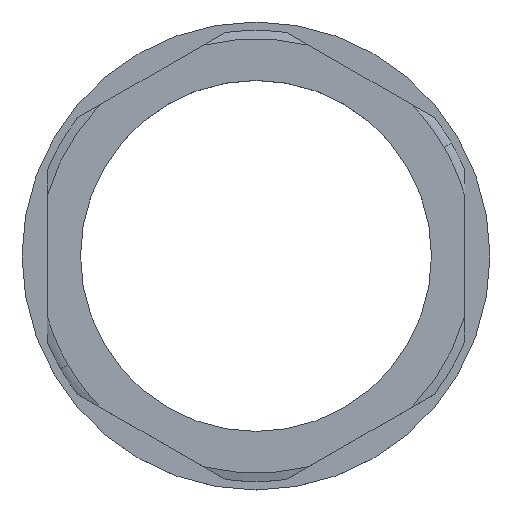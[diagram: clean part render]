
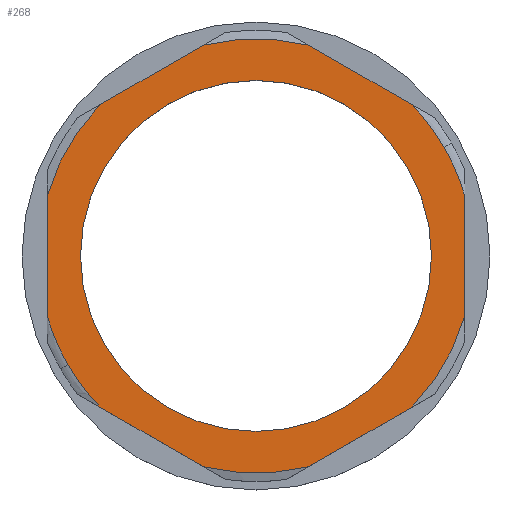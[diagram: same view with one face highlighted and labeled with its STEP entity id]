
A CAD part, top view. The second image highlights one B-rep face of the part: STEP entity #268.
In plain terms, the highlighted planar face has unit normal (0, 0, 1).
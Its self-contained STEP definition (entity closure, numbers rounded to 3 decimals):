
#54=AXIS2_PLACEMENT_3D('Circle Axis2P3D',#52,#53,$) ;
#136=AXIS2_PLACEMENT_3D('Circle Axis2P3D',#134,#135,$) ;
#150=AXIS2_PLACEMENT_3D('Plane Axis2P3D',#147,#148,#149) ;
#154=AXIS2_PLACEMENT_3D('Circle Axis2P3D',#152,#153,$) ;
#175=AXIS2_PLACEMENT_3D('Circle Axis2P3D',#173,#174,$) ;
#189=AXIS2_PLACEMENT_3D('Circle Axis2P3D',#187,#188,$) ;
#203=AXIS2_PLACEMENT_3D('Circle Axis2P3D',#201,#202,$) ;
#210=AXIS2_PLACEMENT_3D('Circle Axis2P3D',#208,#209,$) ;
#224=AXIS2_PLACEMENT_3D('Circle Axis2P3D',#222,#223,$) ;
#252=AXIS2_PLACEMENT_3D('Circle Axis2P3D',#250,#251,$) ;
#261=AXIS2_PLACEMENT_3D('Circle Axis2P3D',#259,#260,$) ;
#49=CARTESIAN_POINT('Vertex',(75.775,61.5,8.)) ;
#52=CARTESIAN_POINT('Axis2P3D Location',(42.,42.,8.)) ;
#56=CARTESIAN_POINT('Vertex',(79.5,52.712,8.)) ;
#131=CARTESIAN_POINT('Vertex',(70.027,69.12,8.)) ;
#134=CARTESIAN_POINT('Axis2P3D Location',(42.,42.,8.)) ;
#147=CARTESIAN_POINT('Axis2P3D Location',(42.,42.,8.)) ;
#152=CARTESIAN_POINT('Axis2P3D Location',(42.,42.,8.)) ;
#156=CARTESIAN_POINT('Vertex',(70.027,14.88,8.)) ;
#158=CARTESIAN_POINT('Vertex',(79.5,31.288,8.)) ;
#161=CARTESIAN_POINT('Line Origine',(79.5,42.,8.)) ;
#166=CARTESIAN_POINT('Line Origine',(60.75,74.476,8.)) ;
#170=CARTESIAN_POINT('Vertex',(51.473,79.832,8.)) ;
#173=CARTESIAN_POINT('Axis2P3D Location',(42.,42.,8.)) ;
#177=CARTESIAN_POINT('Vertex',(32.527,79.832,8.)) ;
#180=CARTESIAN_POINT('Line Origine',(23.25,74.476,8.)) ;
#184=CARTESIAN_POINT('Vertex',(13.973,69.12,8.)) ;
#187=CARTESIAN_POINT('Axis2P3D Location',(42.,42.,8.)) ;
#191=CARTESIAN_POINT('Vertex',(4.5,52.712,8.)) ;
#194=CARTESIAN_POINT('Line Origine',(4.5,42.,8.)) ;
#198=CARTESIAN_POINT('Vertex',(4.5,31.288,8.)) ;
#201=CARTESIAN_POINT('Axis2P3D Location',(42.,42.,8.)) ;
#205=CARTESIAN_POINT('Vertex',(8.225,22.5,8.)) ;
#208=CARTESIAN_POINT('Axis2P3D Location',(42.,42.,8.)) ;
#212=CARTESIAN_POINT('Vertex',(13.973,14.88,8.)) ;
#215=CARTESIAN_POINT('Line Origine',(23.25,9.524,8.)) ;
#219=CARTESIAN_POINT('Vertex',(32.527,4.168,8.)) ;
#222=CARTESIAN_POINT('Axis2P3D Location',(42.,42.,8.)) ;
#226=CARTESIAN_POINT('Vertex',(51.473,4.168,8.)) ;
#229=CARTESIAN_POINT('Line Origine',(60.75,9.524,8.)) ;
#250=CARTESIAN_POINT('Axis2P3D Location',(42.,42.,8.)) ;
#254=CARTESIAN_POINT('Vertex',(14.72,26.25,8.)) ;
#256=CARTESIAN_POINT('Vertex',(69.28,57.75,8.)) ;
#259=CARTESIAN_POINT('Axis2P3D Location',(42.,42.,8.)) ;
#53=DIRECTION('Axis2P3D Direction',(0.,0.,1.)) ;
#135=DIRECTION('Axis2P3D Direction',(0.,-0.,1.)) ;
#148=DIRECTION('Axis2P3D Direction',(0.,-0.,1.)) ;
#149=DIRECTION('Axis2P3D XDirection',(0.866,0.5,0.)) ;
#153=DIRECTION('Axis2P3D Direction',(0.,-0.,1.)) ;
#162=DIRECTION('Vector Direction',(0.,1.,0.)) ;
#167=DIRECTION('Vector Direction',(-0.866,0.5,0.)) ;
#174=DIRECTION('Axis2P3D Direction',(0.,-0.,1.)) ;
#181=DIRECTION('Vector Direction',(-0.866,-0.5,0.)) ;
#188=DIRECTION('Axis2P3D Direction',(0.,-0.,1.)) ;
#195=DIRECTION('Vector Direction',(0.,-1.,0.)) ;
#202=DIRECTION('Axis2P3D Direction',(0.,-0.,1.)) ;
#209=DIRECTION('Axis2P3D Direction',(0.,-0.,1.)) ;
#216=DIRECTION('Vector Direction',(0.866,-0.5,0.)) ;
#223=DIRECTION('Axis2P3D Direction',(0.,-0.,1.)) ;
#230=DIRECTION('Vector Direction',(0.866,0.5,0.)) ;
#251=DIRECTION('Axis2P3D Direction',(0.,-0.,1.)) ;
#260=DIRECTION('Axis2P3D Direction',(0.,-0.,1.)) ;
#163=VECTOR('Line Direction',#162,1.) ;
#168=VECTOR('Line Direction',#167,1.) ;
#182=VECTOR('Line Direction',#181,1.) ;
#196=VECTOR('Line Direction',#195,1.) ;
#217=VECTOR('Line Direction',#216,1.) ;
#231=VECTOR('Line Direction',#230,1.) ;
#235=ORIENTED_EDGE('',*,*,#160,.T.) ;
#236=ORIENTED_EDGE('',*,*,#165,.T.) ;
#237=ORIENTED_EDGE('',*,*,#58,.T.) ;
#238=ORIENTED_EDGE('',*,*,#138,.T.) ;
#239=ORIENTED_EDGE('',*,*,#172,.T.) ;
#240=ORIENTED_EDGE('',*,*,#179,.T.) ;
#241=ORIENTED_EDGE('',*,*,#186,.T.) ;
#242=ORIENTED_EDGE('',*,*,#193,.T.) ;
#243=ORIENTED_EDGE('',*,*,#200,.T.) ;
#244=ORIENTED_EDGE('',*,*,#207,.T.) ;
#245=ORIENTED_EDGE('',*,*,#214,.T.) ;
#246=ORIENTED_EDGE('',*,*,#221,.T.) ;
#247=ORIENTED_EDGE('',*,*,#228,.T.) ;
#248=ORIENTED_EDGE('',*,*,#233,.T.) ;
#265=ORIENTED_EDGE('',*,*,#258,.F.) ;
#266=ORIENTED_EDGE('',*,*,#263,.F.) ;
#267=FACE_BOUND('',#264,.T.) ;
#268=ADVANCED_FACE('Schnitt-Rotation1',(#249,#267),#151,.T.) ;
#55=CIRCLE('generated circle',#54,39.) ;
#137=CIRCLE('generated circle',#136,39.) ;
#155=CIRCLE('generated circle',#154,39.) ;
#176=CIRCLE('generated circle',#175,39.) ;
#190=CIRCLE('generated circle',#189,39.) ;
#204=CIRCLE('generated circle',#203,39.) ;
#211=CIRCLE('generated circle',#210,39.) ;
#225=CIRCLE('generated circle',#224,39.) ;
#253=CIRCLE('generated circle',#252,31.5) ;
#262=CIRCLE('generated circle',#261,31.5) ;
#58=EDGE_CURVE('',#57,#50,#55,.T.) ;
#138=EDGE_CURVE('',#50,#132,#137,.T.) ;
#160=EDGE_CURVE('',#157,#159,#155,.T.) ;
#165=EDGE_CURVE('',#159,#57,#164,.T.) ;
#172=EDGE_CURVE('',#132,#171,#169,.T.) ;
#179=EDGE_CURVE('',#171,#178,#176,.T.) ;
#186=EDGE_CURVE('',#178,#185,#183,.T.) ;
#193=EDGE_CURVE('',#185,#192,#190,.T.) ;
#200=EDGE_CURVE('',#192,#199,#197,.T.) ;
#207=EDGE_CURVE('',#199,#206,#204,.T.) ;
#214=EDGE_CURVE('',#206,#213,#211,.T.) ;
#221=EDGE_CURVE('',#213,#220,#218,.T.) ;
#228=EDGE_CURVE('',#220,#227,#225,.T.) ;
#233=EDGE_CURVE('',#227,#157,#232,.T.) ;
#258=EDGE_CURVE('',#255,#257,#253,.T.) ;
#263=EDGE_CURVE('',#257,#255,#262,.T.) ;
#234=EDGE_LOOP('',(#235,#236,#237,#238,#239,#240,#241,#242,#243,#244,#245,#246,#247,#248)) ;
#264=EDGE_LOOP('',(#265,#266)) ;
#249=FACE_OUTER_BOUND('',#234,.T.) ;
#164=LINE('Line',#161,#163) ;
#169=LINE('Line',#166,#168) ;
#183=LINE('Line',#180,#182) ;
#197=LINE('Line',#194,#196) ;
#218=LINE('Line',#215,#217) ;
#232=LINE('Line',#229,#231) ;
#151=PLANE('',#150) ;
#50=VERTEX_POINT('',#49) ;
#57=VERTEX_POINT('',#56) ;
#132=VERTEX_POINT('',#131) ;
#157=VERTEX_POINT('',#156) ;
#159=VERTEX_POINT('',#158) ;
#171=VERTEX_POINT('',#170) ;
#178=VERTEX_POINT('',#177) ;
#185=VERTEX_POINT('',#184) ;
#192=VERTEX_POINT('',#191) ;
#199=VERTEX_POINT('',#198) ;
#206=VERTEX_POINT('',#205) ;
#213=VERTEX_POINT('',#212) ;
#220=VERTEX_POINT('',#219) ;
#227=VERTEX_POINT('',#226) ;
#255=VERTEX_POINT('',#254) ;
#257=VERTEX_POINT('',#256) ;
